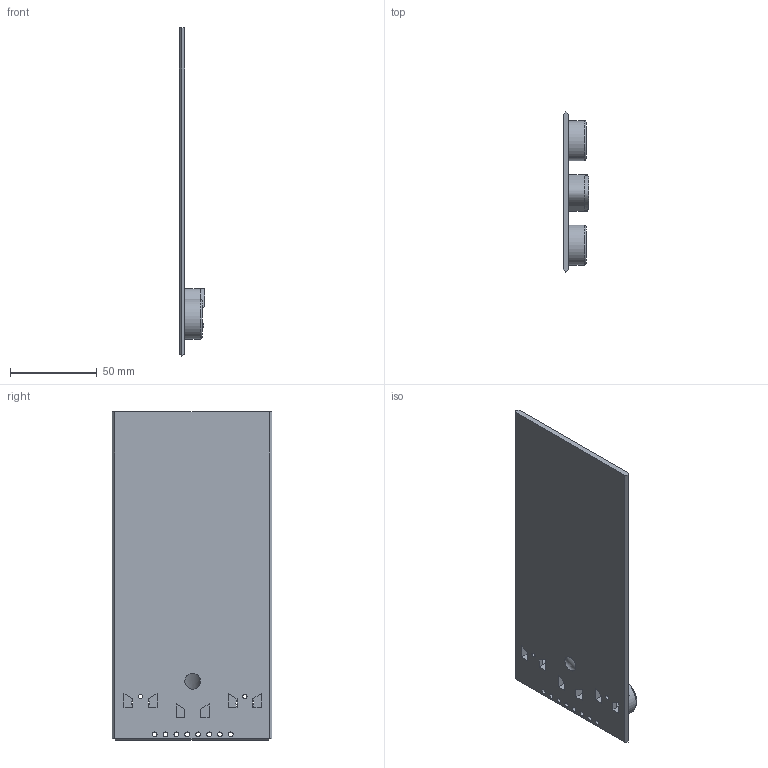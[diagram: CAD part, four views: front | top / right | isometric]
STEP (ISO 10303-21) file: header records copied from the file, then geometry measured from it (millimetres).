
FILE_DESCRIPTION(('HOOPS Exchange Step'),'2;1');
FILE_NAME('temp_export','2025-12-08T16:33:11-05:00',('haggertydl'),('Shapr3D Limited'),'HOOPS Exchange 2025.7','Shapr3D','Authorized');
FILE_SCHEMA( ('AP242_MANAGED_MODEL_BASED_3D_ENGINEERING_MIM_LF {1 0 10303 442 1 1 4}') );
Length unit declared in the file: millimetre
Products named in the file (2): Folder 06; root
Assembly tree (1 placements, depth 2):
  root
    Folder 06
Bounding box: 14.5 x 91.77 x 188.7 mm (x, y, z)
Volume: 59109 mm3; surface area: 40314.9 mm2
Topology: 1 solids, 1 shells, 94 faces, 251 edges, 158 vertices
Faces by surface type: plane 67, cylinder 20, bspline 3, torus 2, cone 2
Full cylindrical faces by diameter (mm): 2.5 x2, 2.75 x8, 3.75 x1, 22.954 x2
Entity records: 3274 total; most frequent: CARTESIAN_POINT 786, ORIENTED_EDGE 502, DIRECTION 496, EDGE_CURVE 251, VECTOR 174, LINE 174, AXIS2_PLACEMENT_3D 161, VERTEX_POINT 158
